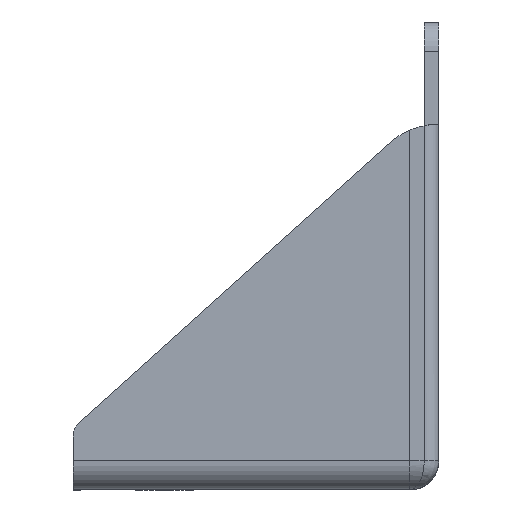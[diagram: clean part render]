
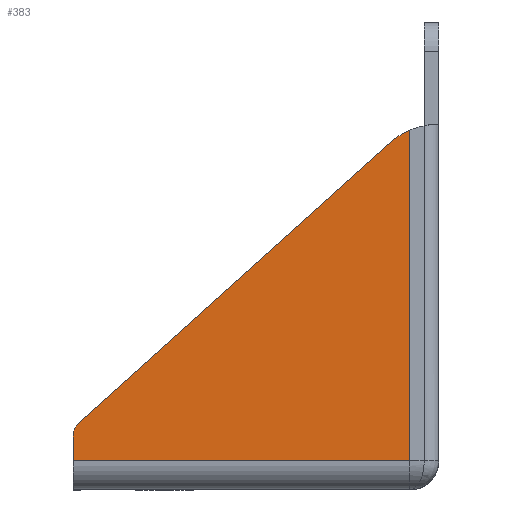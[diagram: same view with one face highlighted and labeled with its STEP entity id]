
A CAD part, left-side view. The second image highlights one B-rep face of the part: STEP entity #383.
In plain terms, the highlighted planar face has unit normal (-1, 0, 0).
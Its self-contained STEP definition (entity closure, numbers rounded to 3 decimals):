
#7 = AXIS2_PLACEMENT_3D ( 'NONE', #824, #89, #1735 ) ;
#43 = CARTESIAN_POINT ( 'NONE',  ( -340., 96., -60. ) ) ;
#89 = DIRECTION ( 'NONE',  ( -1., 0., 0. ) ) ;
#116 = VERTEX_POINT ( 'NONE', #1147 ) ;
#130 = EDGE_CURVE ( 'NONE', #1479, #1588, #1895, .T. ) ;
#138 = CARTESIAN_POINT ( 'NONE',  ( -340., 4., 0. ) ) ;
#163 = EDGE_CURVE ( 'NONE', #116, #1479, #368, .T. ) ;
#238 = CIRCLE ( 'NONE', #1196, 20. ) ;
#295 = CARTESIAN_POINT ( 'NONE',  ( -340., 96., -53.226 ) ) ;
#298 = CARTESIAN_POINT ( 'NONE',  ( -340., 0., 0. ) ) ;
#301 = LINE ( 'NONE', #605, #794 ) ;
#321 = CARTESIAN_POINT ( 'NONE',  ( -340., 4., -60. ) ) ;
#368 = CIRCLE ( 'NONE', #7, 5. ) ;
#383 = ADVANCED_FACE ( 'NONE', ( #1896 ), #1286, .F. ) ;
#390 = ORIENTED_EDGE ( 'NONE', *, *, #163, .T. ) ;
#458 = VECTOR ( 'NONE', #887, 1000. ) ;
#511 = EDGE_CURVE ( 'NONE', #1845, #1055, #238, .T. ) ;
#605 = CARTESIAN_POINT ( 'NONE',  ( -340., 3.819, 32. ) ) ;
#664 = ORIENTED_EDGE ( 'NONE', *, *, #130, .T. ) ;
#794 = VECTOR ( 'NONE', #1351, 1000. ) ;
#824 = CARTESIAN_POINT ( 'NONE',  ( -340., 91., -53.226 ) ) ;
#870 = ORIENTED_EDGE ( 'NONE', *, *, #967, .T. ) ;
#882 = DIRECTION ( 'NONE',  ( 0., 0., -1. ) ) ;
#883 = EDGE_LOOP ( 'NONE', ( #1665, #894, #870, #390, #664, #1506 ) ) ;
#887 = DIRECTION ( 'NONE',  ( 0., 1., 0. ) ) ;
#894 = ORIENTED_EDGE ( 'NONE', *, *, #511, .T. ) ;
#967 = EDGE_CURVE ( 'NONE', #1055, #116, #301, .T. ) ;
#1010 = VECTOR ( 'NONE', #1726, 1000. ) ;
#1016 = VERTEX_POINT ( 'NONE', #321 ) ;
#1039 = LINE ( 'NONE', #1781, #458 ) ;
#1055 = VERTEX_POINT ( 'NONE', #1519 ) ;
#1093 = CARTESIAN_POINT ( 'NONE',  ( -340., 4., 30.392 ) ) ;
#1147 = CARTESIAN_POINT ( 'NONE',  ( -340., 94.346, -49.51 ) ) ;
#1196 = AXIS2_PLACEMENT_3D ( 'NONE', #1368, #1816, #1796 ) ;
#1265 = VECTOR ( 'NONE', #1449, 1000. ) ;
#1286 = PLANE ( 'NONE',  #1863 ) ;
#1351 = DIRECTION ( 'NONE',  ( 0., 0.743, -0.669 ) ) ;
#1368 = CARTESIAN_POINT ( 'NONE',  ( -340., -3.858, 12. ) ) ;
#1427 = CARTESIAN_POINT ( 'NONE',  ( -340., 96., 0. ) ) ;
#1449 = DIRECTION ( 'NONE',  ( 0., 0., -1. ) ) ;
#1452 = EDGE_CURVE ( 'NONE', #1016, #1845, #1462, .T. ) ;
#1462 = LINE ( 'NONE', #138, #1010 ) ;
#1479 = VERTEX_POINT ( 'NONE', #295 ) ;
#1486 = EDGE_CURVE ( 'NONE', #1016, #1588, #1039, .T. ) ;
#1506 = ORIENTED_EDGE ( 'NONE', *, *, #1486, .F. ) ;
#1519 = CARTESIAN_POINT ( 'NONE',  ( -340., 9.524, 26.863 ) ) ;
#1588 = VERTEX_POINT ( 'NONE', #43 ) ;
#1665 = ORIENTED_EDGE ( 'NONE', *, *, #1452, .T. ) ;
#1726 = DIRECTION ( 'NONE',  ( 0., 0., 1. ) ) ;
#1735 = DIRECTION ( 'NONE',  ( 0., 0., -1. ) ) ;
#1770 = DIRECTION ( 'NONE',  ( 1., 0., 0. ) ) ;
#1781 = CARTESIAN_POINT ( 'NONE',  ( -340., 96., -60. ) ) ;
#1796 = DIRECTION ( 'NONE',  ( 0., 0., -1. ) ) ;
#1816 = DIRECTION ( 'NONE',  ( -1., 0., 0. ) ) ;
#1845 = VERTEX_POINT ( 'NONE', #1093 ) ;
#1863 = AXIS2_PLACEMENT_3D ( 'NONE', #298, #1770, #882 ) ;
#1895 = LINE ( 'NONE', #1427, #1265 ) ;
#1896 = FACE_OUTER_BOUND ( 'NONE', #883, .T. ) ;
